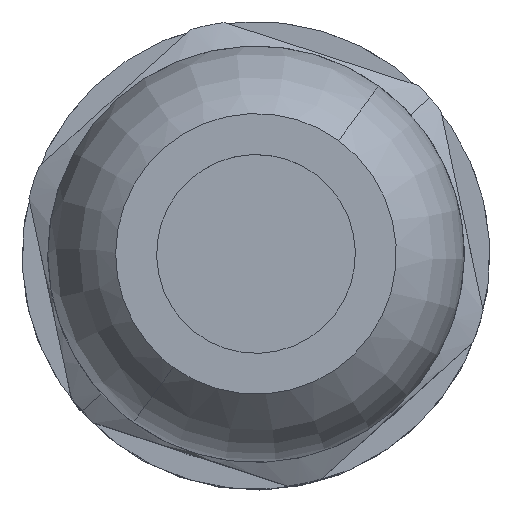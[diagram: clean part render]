
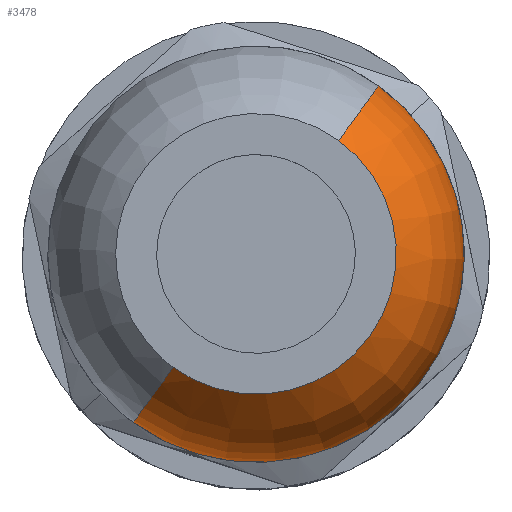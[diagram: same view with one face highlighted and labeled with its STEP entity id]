
A CAD part, top view. The second image highlights one B-rep face of the part: STEP entity #3478.
In plain terms, the highlighted toroidal (fillet/blend) face has major radius 1.6 mm and minor radius 7.3 mm.
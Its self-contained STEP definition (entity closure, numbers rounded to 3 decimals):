
#1237=CARTESIAN_POINT('',(-34.1,5.844,1.36));
#1238=VERTEX_POINT('',#1237);
#1248=CARTESIAN_POINT('',(-34.1,-5.844,-1.36));
#1249=VERTEX_POINT('',#1248);
#1257=CARTESIAN_POINT('',(-28.275,-8.668,-2.017));
#1258=VERTEX_POINT('',#1257);
#1259=CARTESIAN_POINT('',(-28.275,-1.558,-0.363));
#1260=DIRECTION('',(-0.,0.227,-0.974));
#1261=DIRECTION('',(0.,-0.974,-0.227));
#1262=AXIS2_PLACEMENT_3D('',#1259,#1260,#1261);
#1263=CIRCLE('',#1262,7.3);
#1264=EDGE_CURVE('',#1258,#1249,#1263,.T.);
#1284=CARTESIAN_POINT('',(-28.275,8.668,2.017));
#1285=VERTEX_POINT('',#1284);
#1293=CARTESIAN_POINT('',(-28.275,1.558,0.363));
#1294=DIRECTION('',(0.,-0.227,0.974));
#1295=DIRECTION('',(-0.,0.974,0.227));
#1296=AXIS2_PLACEMENT_3D('',#1293,#1294,#1295);
#1297=CIRCLE('',#1296,7.3);
#1298=EDGE_CURVE('',#1285,#1238,#1297,.T.);
#1503=CARTESIAN_POINT('',(-28.275,3.761,-8.066));
#1504=VERTEX_POINT('',#1503);
#1511=CARTESIAN_POINT('',(-28.275,0.,0.));
#1512=DIRECTION('',(1.,0.,0.));
#1513=DIRECTION('',(-0.,0.423,-0.906));
#1514=AXIS2_PLACEMENT_3D('',#1511,#1512,#1513);
#1515=CIRCLE('',#1514,8.9);
#1516=EDGE_CURVE('',#1504,#1285,#1515,.T.);
#2071=CARTESIAN_POINT('',(-34.1,0.,0.));
#2072=DIRECTION('',(1.,0.,0.));
#2073=DIRECTION('',(-0.,0.423,-0.906));
#2074=AXIS2_PLACEMENT_3D('',#2071,#2072,#2073);
#2075=CIRCLE('',#2074,6.);
#2076=EDGE_CURVE('',#1249,#1238,#2075,.T.);
#3134=CARTESIAN_POINT('',(-28.275,0.,0.));
#3135=DIRECTION('',(1.,0.,0.));
#3136=DIRECTION('',(-0.,0.423,-0.906));
#3137=AXIS2_PLACEMENT_3D('',#3134,#3135,#3136);
#3138=CIRCLE('',#3137,8.9);
#3139=EDGE_CURVE('',#1258,#1504,#3138,.T.);
#3466=CARTESIAN_POINT('',(-28.275,0.,0.));
#3467=DIRECTION('',(1.,0.,0.));
#3468=DIRECTION('',(-0.,0.974,0.227));
#3469=AXIS2_PLACEMENT_3D('',#3466,#3467,#3468);
#3470=DEGENERATE_TOROIDAL_SURFACE('',#3469,1.6,7.3,.T.);
#3471=ORIENTED_EDGE('',*,*,#1298,.F.);
#3472=ORIENTED_EDGE('',*,*,#1516,.F.);
#3473=ORIENTED_EDGE('',*,*,#3139,.F.);
#3474=ORIENTED_EDGE('',*,*,#1264,.T.);
#3475=ORIENTED_EDGE('',*,*,#2076,.T.);
#3476=EDGE_LOOP('',(#3471,#3472,#3473,#3474,#3475));
#3477=FACE_BOUND('',#3476,.T.);
#3478=ADVANCED_FACE('',(#3477),#3470,.T.);
